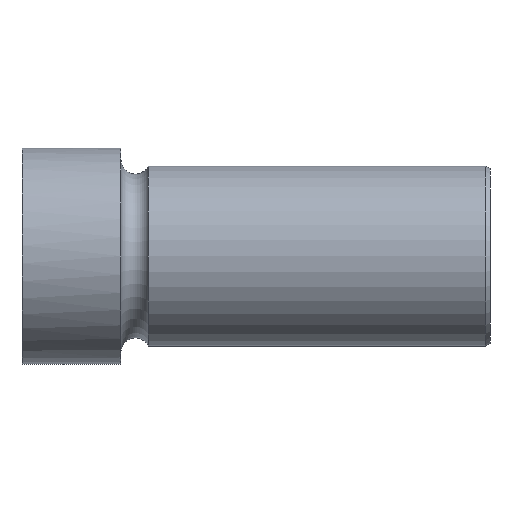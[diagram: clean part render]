
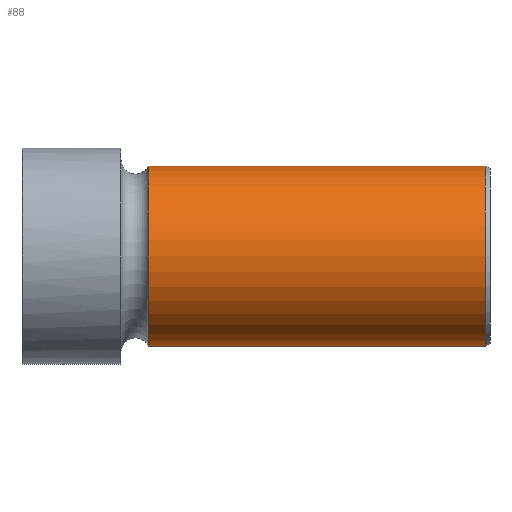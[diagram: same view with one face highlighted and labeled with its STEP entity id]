
A CAD part, left-side view. The second image highlights one B-rep face of the part: STEP entity #88.
In plain terms, the highlighted cylindrical face has radius 10 mm (diameter 20 mm), a full revolution.
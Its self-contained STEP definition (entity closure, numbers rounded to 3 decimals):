
#88 = ADVANCED_FACE( '', ( #190, #191 ), #192, .T. );
#190 = FACE_OUTER_BOUND( '', #296, .T. );
#191 = FACE_OUTER_BOUND( '', #297, .T. );
#192 = CYLINDRICAL_SURFACE( '', #298, 10. );
#296 = EDGE_LOOP( '', ( #463 ) );
#297 = EDGE_LOOP( '', ( #464 ) );
#298 = AXIS2_PLACEMENT_3D( '', #465, #466, #467 );
#463 = ORIENTED_EDGE( '', *, *, #570, .F. );
#464 = ORIENTED_EDGE( '', *, *, #551, .T. );
#465 = CARTESIAN_POINT( '', ( 0., 0., 0. ) );
#466 = DIRECTION( '', ( 0., 1., 0. ) );
#467 = DIRECTION( '', ( 0., 0., -1. ) );
#551 = EDGE_CURVE( '', #636, #636, #637, .T. );
#570 = EDGE_CURVE( '', #667, #667, #668, .T. );
#636 = VERTEX_POINT( '', #792 );
#637 = CIRCLE( '', #793, 10. );
#667 = VERTEX_POINT( '', #881 );
#668 = CIRCLE( '', #882, 10. );
#792 = CARTESIAN_POINT( '', ( 0., 37.961, -10. ) );
#793 = AXIS2_PLACEMENT_3D( '', #1001, #1002, #1003 );
#881 = CARTESIAN_POINT( '', ( 0., 0.5, -10. ) );
#882 = AXIS2_PLACEMENT_3D( '', #1030, #1031, #1032 );
#1001 = CARTESIAN_POINT( '', ( 0., 37.961, 0. ) );
#1002 = DIRECTION( '', ( 0., -1., 0. ) );
#1003 = DIRECTION( '', ( 0., 0., -1. ) );
#1030 = CARTESIAN_POINT( '', ( 0., 0.5, 0. ) );
#1031 = DIRECTION( '', ( 0., -1., 0. ) );
#1032 = DIRECTION( '', ( 0., 0., -1. ) );
